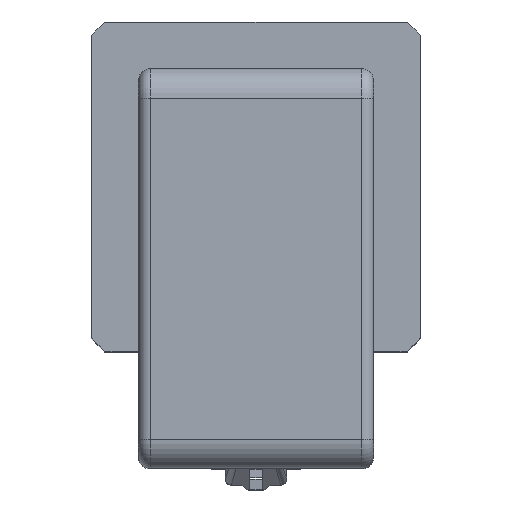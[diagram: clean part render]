
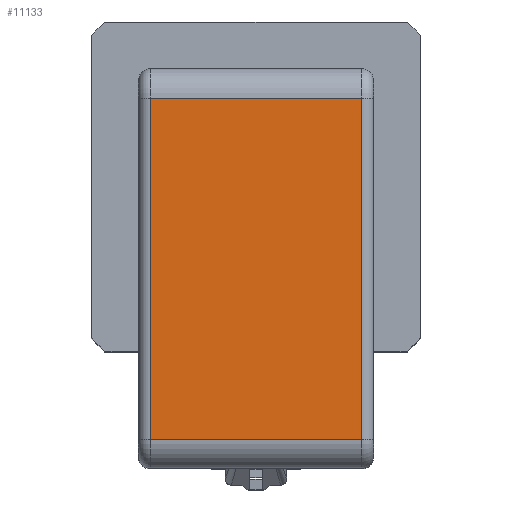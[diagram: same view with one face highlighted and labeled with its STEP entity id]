
A CAD part, top view. The second image highlights one B-rep face of the part: STEP entity #11133.
In plain terms, the highlighted planar face has unit normal (0, 0, 1).
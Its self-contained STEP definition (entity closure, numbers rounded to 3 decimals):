
#388 = EDGE_CURVE ( 'NONE', #10701, #10272, #11417, .T. ) ;
#1284 = FACE_OUTER_BOUND ( 'NONE', #11841, .T. ) ;
#1676 = ORIENTED_EDGE ( 'NONE', *, *, #15928, .T. ) ;
#1779 = CARTESIAN_POINT ( 'NONE',  ( 0., 0., 47.5 ) ) ;
#1780 = DIRECTION ( 'NONE',  ( 0., 1., 0. ) ) ;
#2423 = VECTOR ( 'NONE', #1780, 1000. ) ;
#3039 = CARTESIAN_POINT ( 'NONE',  ( 9., 7.5, 47.5 ) ) ;
#3163 = DIRECTION ( 'NONE',  ( 0., -1., 0. ) ) ;
#3372 = VECTOR ( 'NONE', #8635, 1000. ) ;
#3429 = CARTESIAN_POINT ( 'NONE',  ( 9., -21.5, 47.5 ) ) ;
#3564 = CARTESIAN_POINT ( 'NONE',  ( -9., -21.5, 47.5 ) ) ;
#3958 = ORIENTED_EDGE ( 'NONE', *, *, #8339, .T. ) ;
#4306 = PLANE ( 'NONE',  #13335 ) ;
#4346 = VECTOR ( 'NONE', #3163, 1000. ) ;
#4364 = VERTEX_POINT ( 'NONE', #3429 ) ;
#4912 = DIRECTION ( 'NONE',  ( 1., 0., 0. ) ) ;
#5580 = DIRECTION ( 'NONE',  ( 1., 0., 0. ) ) ;
#8339 = EDGE_CURVE ( 'NONE', #10272, #4364, #15070, .T. ) ;
#8635 = DIRECTION ( 'NONE',  ( -1., 0., 0. ) ) ;
#9433 = CARTESIAN_POINT ( 'NONE',  ( -9., 7.5, 47.5 ) ) ;
#9438 = CARTESIAN_POINT ( 'NONE',  ( -9., -21.5, 47.5 ) ) ;
#9832 = CARTESIAN_POINT ( 'NONE',  ( -10., 7.5, 47.5 ) ) ;
#10272 = VERTEX_POINT ( 'NONE', #3564 ) ;
#10701 = VERTEX_POINT ( 'NONE', #9433 ) ;
#11133 = ADVANCED_FACE ( 'NONE', ( #1284 ), #4306, .T. ) ;
#11417 = LINE ( 'NONE', #9438, #4346 ) ;
#11580 = EDGE_CURVE ( 'NONE', #4364, #14720, #11668, .T. ) ;
#11668 = LINE ( 'NONE', #3039, #2423 ) ;
#11841 = EDGE_LOOP ( 'NONE', ( #1676, #13542, #3958, #13297 ) ) ;
#12006 = CARTESIAN_POINT ( 'NONE',  ( 9., 7.5, 47.5 ) ) ;
#12126 = VECTOR ( 'NONE', #4912, 1000. ) ;
#12422 = CARTESIAN_POINT ( 'NONE',  ( 10., -21.5, 47.5 ) ) ;
#13087 = DIRECTION ( 'NONE',  ( 0., 0., 1. ) ) ;
#13297 = ORIENTED_EDGE ( 'NONE', *, *, #11580, .T. ) ;
#13335 = AXIS2_PLACEMENT_3D ( 'NONE', #1779, #13087, #5580 ) ;
#13397 = LINE ( 'NONE', #9832, #3372 ) ;
#13542 = ORIENTED_EDGE ( 'NONE', *, *, #388, .T. ) ;
#14720 = VERTEX_POINT ( 'NONE', #12006 ) ;
#15070 = LINE ( 'NONE', #12422, #12126 ) ;
#15928 = EDGE_CURVE ( 'NONE', #14720, #10701, #13397, .T. ) ;
